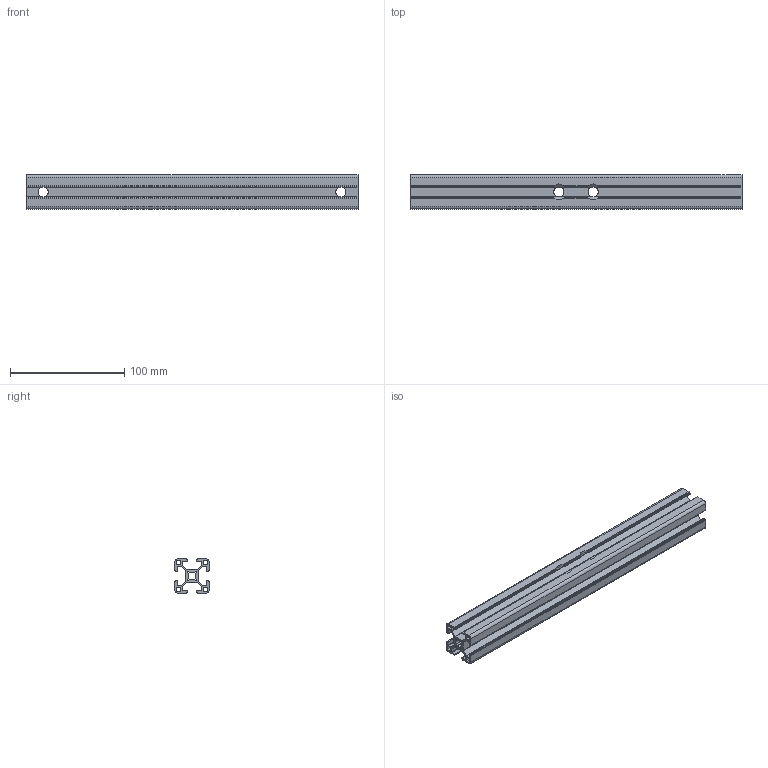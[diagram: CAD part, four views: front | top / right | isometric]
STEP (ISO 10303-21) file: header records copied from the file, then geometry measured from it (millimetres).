
FILE_DESCRIPTION (( 'STEP AP214' ), '1' );
FILE_NAME ('LCF8-3030-290.0-Z8-XA15.0-XB275.0-YA130.0-YB160.0.step', '2024-12-07T07:04:18', ( '' ), ( '' ), 'SwSTEP 2.0', 'SolidWorks 2020', '' );
FILE_SCHEMA (( 'AUTOMOTIVE_DESIGN' ));
Length unit declared in the file: millimetre
Products named in the file (1): LCF8-3030-290.0-Z8-XA15.0-XB275.0-YA130.0-YB160.0
Bounding box: 290 x 30 x 30 mm (x, y, z)
Volume: 85841 mm3; surface area: 92620.6 mm2
Topology: 1 solids, 1 shells, 397 faces, 1217 edges, 810 vertices
Faces by surface type: cylinder 247, plane 150
Entity records: 14851 total; most frequent: CARTESIAN_POINT 4437, ORIENTED_EDGE 2434, DIRECTION 1911, EDGE_CURVE 1217, VERTEX_POINT 810, AXIS2_PLACEMENT_3D 652, VECTOR 607, LINE 607
